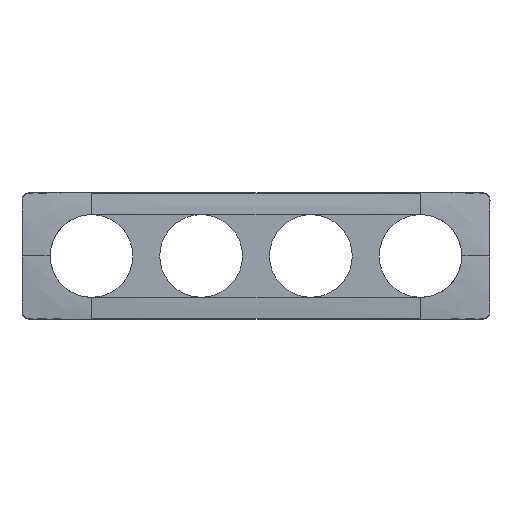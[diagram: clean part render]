
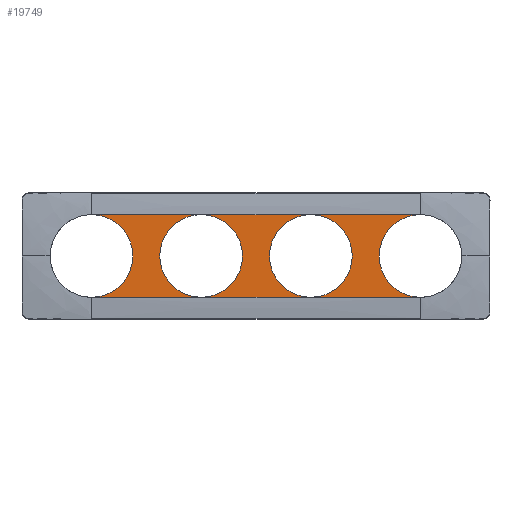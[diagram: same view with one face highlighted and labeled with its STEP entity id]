
A CAD part, top view. The second image highlights one B-rep face of the part: STEP entity #19749.
In plain terms, the highlighted planar face has unit normal (0, 0, -1).
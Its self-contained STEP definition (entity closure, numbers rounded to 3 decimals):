
#19636=AXIS2_PLACEMENT_3D('Circle Axis2P3D',#19634,#19635,$) ;
#19654=AXIS2_PLACEMENT_3D('Plane Axis2P3D',#19651,#19652,#19653) ;
#19679=AXIS2_PLACEMENT_3D('Circle Axis2P3D',#19677,#19678,$) ;
#19715=AXIS2_PLACEMENT_3D('Circle Axis2P3D',#19713,#19714,$) ;
#19724=AXIS2_PLACEMENT_3D('Circle Axis2P3D',#19722,#19723,$) ;
#19733=AXIS2_PLACEMENT_3D('Circle Axis2P3D',#19731,#19732,$) ;
#19742=AXIS2_PLACEMENT_3D('Circle Axis2P3D',#19740,#19741,$) ;
#19612=CARTESIAN_POINT('Vertex',(213.,26.775,8.7)) ;
#19619=CARTESIAN_POINT('Vertex',(213.,-26.775,8.7)) ;
#19634=CARTESIAN_POINT('Axis2P3D Location',(213.,0.,8.7)) ;
#19651=CARTESIAN_POINT('Axis2P3D Location',(213.,26.8,8.7)) ;
#19656=CARTESIAN_POINT('Line Origine',(213.,-26.788,8.7)) ;
#19660=CARTESIAN_POINT('Vertex',(213.,-26.8,8.7)) ;
#19663=CARTESIAN_POINT('Line Origine',(106.5,-26.8,8.7)) ;
#19667=CARTESIAN_POINT('Vertex',(0.,-26.8,8.7)) ;
#19670=CARTESIAN_POINT('Line Origine',(0.,-26.788,8.7)) ;
#19674=CARTESIAN_POINT('Vertex',(0.,-26.775,8.7)) ;
#19677=CARTESIAN_POINT('Axis2P3D Location',(0.,0.,8.7)) ;
#19681=CARTESIAN_POINT('Vertex',(0.,26.775,8.7)) ;
#19684=CARTESIAN_POINT('Line Origine',(0.,26.788,8.7)) ;
#19688=CARTESIAN_POINT('Vertex',(0.,26.8,8.7)) ;
#19691=CARTESIAN_POINT('Line Origine',(106.5,26.8,8.7)) ;
#19695=CARTESIAN_POINT('Vertex',(213.,26.8,8.7)) ;
#19698=CARTESIAN_POINT('Line Origine',(213.,26.788,8.7)) ;
#19713=CARTESIAN_POINT('Axis2P3D Location',(71.,0.,8.7)) ;
#19717=CARTESIAN_POINT('Vertex',(71.,26.775,8.7)) ;
#19719=CARTESIAN_POINT('Vertex',(71.,-26.775,8.7)) ;
#19722=CARTESIAN_POINT('Axis2P3D Location',(71.,0.,8.7)) ;
#19731=CARTESIAN_POINT('Axis2P3D Location',(142.,0.,8.7)) ;
#19735=CARTESIAN_POINT('Vertex',(142.,26.775,8.7)) ;
#19737=CARTESIAN_POINT('Vertex',(142.,-26.775,8.7)) ;
#19740=CARTESIAN_POINT('Axis2P3D Location',(142.,0.,8.7)) ;
#19635=DIRECTION('Axis2P3D Direction',(0.,0.,1.)) ;
#19652=DIRECTION('Axis2P3D Direction',(-0.,-0.,-1.)) ;
#19653=DIRECTION('Axis2P3D XDirection',(0.,-1.,0.)) ;
#19657=DIRECTION('Vector Direction',(0.,-1.,0.)) ;
#19664=DIRECTION('Vector Direction',(-1.,0.,0.)) ;
#19671=DIRECTION('Vector Direction',(0.,-1.,0.)) ;
#19678=DIRECTION('Axis2P3D Direction',(-0.,-0.,-1.)) ;
#19685=DIRECTION('Vector Direction',(0.,-1.,0.)) ;
#19692=DIRECTION('Vector Direction',(-1.,0.,0.)) ;
#19699=DIRECTION('Vector Direction',(0.,-1.,0.)) ;
#19714=DIRECTION('Axis2P3D Direction',(-0.,-0.,-1.)) ;
#19723=DIRECTION('Axis2P3D Direction',(-0.,-0.,-1.)) ;
#19732=DIRECTION('Axis2P3D Direction',(-0.,-0.,-1.)) ;
#19741=DIRECTION('Axis2P3D Direction',(-0.,-0.,-1.)) ;
#19658=VECTOR('Line Direction',#19657,1.) ;
#19665=VECTOR('Line Direction',#19664,1.) ;
#19672=VECTOR('Line Direction',#19671,1.) ;
#19686=VECTOR('Line Direction',#19685,1.) ;
#19693=VECTOR('Line Direction',#19692,1.) ;
#19700=VECTOR('Line Direction',#19699,1.) ;
#19704=ORIENTED_EDGE('',*,*,#19662,.T.) ;
#19705=ORIENTED_EDGE('',*,*,#19669,.T.) ;
#19706=ORIENTED_EDGE('',*,*,#19676,.F.) ;
#19707=ORIENTED_EDGE('',*,*,#19683,.T.) ;
#19708=ORIENTED_EDGE('',*,*,#19690,.F.) ;
#19709=ORIENTED_EDGE('',*,*,#19697,.F.) ;
#19710=ORIENTED_EDGE('',*,*,#19702,.T.) ;
#19711=ORIENTED_EDGE('',*,*,#19638,.T.) ;
#19728=ORIENTED_EDGE('',*,*,#19721,.T.) ;
#19729=ORIENTED_EDGE('',*,*,#19726,.T.) ;
#19746=ORIENTED_EDGE('',*,*,#19739,.T.) ;
#19747=ORIENTED_EDGE('',*,*,#19744,.T.) ;
#19730=FACE_BOUND('',#19727,.T.) ;
#19748=FACE_BOUND('',#19745,.T.) ;
#19749=ADVANCED_FACE('Extraction.60',(#19712,#19730,#19748),#19655,.T.) ;
#19637=CIRCLE('generated circle',#19636,26.775) ;
#19680=CIRCLE('generated circle',#19679,26.775) ;
#19716=CIRCLE('generated circle',#19715,26.775) ;
#19725=CIRCLE('generated circle',#19724,26.775) ;
#19734=CIRCLE('generated circle',#19733,26.775) ;
#19743=CIRCLE('generated circle',#19742,26.775) ;
#19638=EDGE_CURVE('',#19613,#19620,#19637,.T.) ;
#19662=EDGE_CURVE('',#19620,#19661,#19659,.T.) ;
#19669=EDGE_CURVE('',#19661,#19668,#19666,.T.) ;
#19676=EDGE_CURVE('',#19675,#19668,#19673,.T.) ;
#19683=EDGE_CURVE('',#19675,#19682,#19680,.F.) ;
#19690=EDGE_CURVE('',#19689,#19682,#19687,.T.) ;
#19697=EDGE_CURVE('',#19696,#19689,#19694,.T.) ;
#19702=EDGE_CURVE('',#19696,#19613,#19701,.T.) ;
#19721=EDGE_CURVE('',#19718,#19720,#19716,.F.) ;
#19726=EDGE_CURVE('',#19720,#19718,#19725,.F.) ;
#19739=EDGE_CURVE('',#19736,#19738,#19734,.F.) ;
#19744=EDGE_CURVE('',#19738,#19736,#19743,.F.) ;
#19703=EDGE_LOOP('',(#19704,#19705,#19706,#19707,#19708,#19709,#19710,#19711)) ;
#19727=EDGE_LOOP('',(#19728,#19729)) ;
#19745=EDGE_LOOP('',(#19746,#19747)) ;
#19712=FACE_OUTER_BOUND('',#19703,.T.) ;
#19659=LINE('Line',#19656,#19658) ;
#19666=LINE('Line',#19663,#19665) ;
#19673=LINE('Line',#19670,#19672) ;
#19687=LINE('Line',#19684,#19686) ;
#19694=LINE('Line',#19691,#19693) ;
#19701=LINE('Line',#19698,#19700) ;
#19655=PLANE('',#19654) ;
#19613=VERTEX_POINT('',#19612) ;
#19620=VERTEX_POINT('',#19619) ;
#19661=VERTEX_POINT('',#19660) ;
#19668=VERTEX_POINT('',#19667) ;
#19675=VERTEX_POINT('',#19674) ;
#19682=VERTEX_POINT('',#19681) ;
#19689=VERTEX_POINT('',#19688) ;
#19696=VERTEX_POINT('',#19695) ;
#19718=VERTEX_POINT('',#19717) ;
#19720=VERTEX_POINT('',#19719) ;
#19736=VERTEX_POINT('',#19735) ;
#19738=VERTEX_POINT('',#19737) ;
